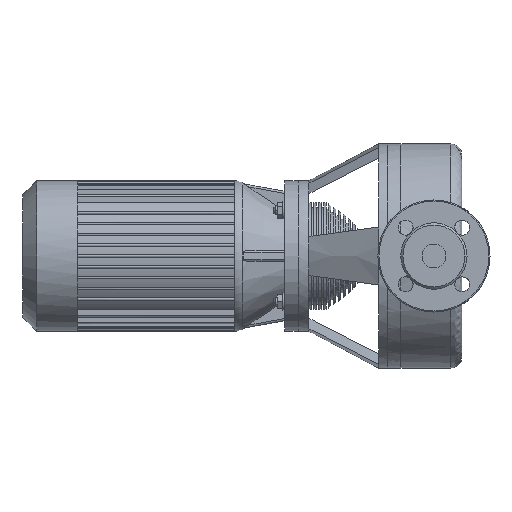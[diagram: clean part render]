
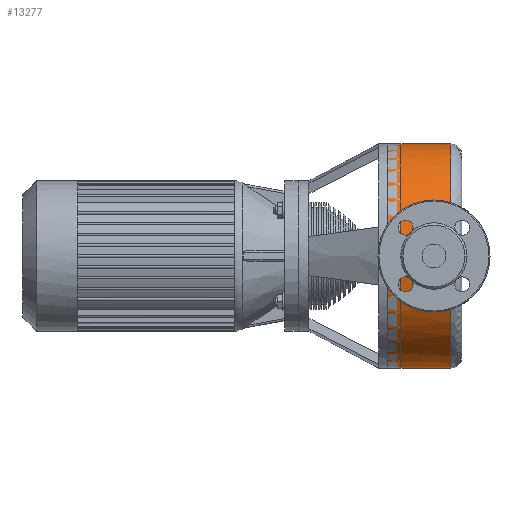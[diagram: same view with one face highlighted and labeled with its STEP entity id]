
A CAD part, left-side view. The second image highlights one B-rep face of the part: STEP entity #13277.
In plain terms, the highlighted free-form (B-spline) face has degree [1, 2] with [2, 9] control points.
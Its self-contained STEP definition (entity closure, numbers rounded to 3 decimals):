
#13128=CARTESIAN_POINT('',(145.0,43.2,105.0));
#13129=CARTESIAN_POINT('',(145.0,-15.75,105.0));
#13130=CARTESIAN_POINT('',(250.,43.2,105.));
#13131=CARTESIAN_POINT('',(250.,-15.75,105.));
#13132=CARTESIAN_POINT('',(250.0,43.2,0.));
#13133=CARTESIAN_POINT('',(250.0,-15.75,0.));
#13134=CARTESIAN_POINT('',(250.,43.2,-105.));
#13135=CARTESIAN_POINT('',(250.,-15.75,-105.));
#13136=CARTESIAN_POINT('',(145.0,43.2,-105.0));
#13137=CARTESIAN_POINT('',(145.0,-15.75,-105.0));
#13138=CARTESIAN_POINT('',(40.,43.2,-105.));
#13139=CARTESIAN_POINT('',(40.,-15.75,-105.));
#13140=CARTESIAN_POINT('',(40.0,43.2,0.));
#13141=CARTESIAN_POINT('',(40.0,-15.75,0.));
#13142=CARTESIAN_POINT('',(40.,43.2,105.));
#13143=CARTESIAN_POINT('',(40.,-15.75,105.));
#13144=CARTESIAN_POINT('',(145.0,43.2,105.0));
#13145=CARTESIAN_POINT('',(145.0,-15.75,105.0));
#13153=(BOUNDED_SURFACE()B_SPLINE_SURFACE(1,2,((#13128,#13130,#13132,#13134,#13136,#13138,#13140,#13142,#13144),(#13129,#13131,#13133,#13135,#13137,#13139,#13141,#13143,#13145)),.UNSPECIFIED.,.F.,.T.,.U.)B_SPLINE_SURFACE_WITH_KNOTS((2,2),(3,2,2,2,3),(-0.411,0.15),(0.0,164.934,329.867,494.801,659.734),.UNSPECIFIED.)GEOMETRIC_REPRESENTATION_ITEM()RATIONAL_B_SPLINE_SURFACE(((1.0,0.707,1.0,0.707,1.0,0.707,1.0,0.707,1.0),(1.0,0.707,1.0,0.707,1.0,0.707,1.0,0.707,1.0)))REPRESENTATION_ITEM('')SURFACE());
#13154=CARTESIAN_POINT('',(145.,-15.75,-105.0));
#13155=VERTEX_POINT('',#13154);
#13156=CARTESIAN_POINT('',(145.,43.2,-105.0));
#13157=VERTEX_POINT('',#13156);
#13158=CARTESIAN_POINT('',(145.,-15.75,-105.0));
#13159=DIRECTION('',(0.0,1.0,0.0));
#13160=VECTOR('',#13159,58.95);
#13161=LINE('',#13158,#13160);
#13162=EDGE_CURVE('',#13155,#13157,#13161,.T.);
#13163=ORIENTED_EDGE('',*,*,#13162,.F.);
#13164=CARTESIAN_POINT('',(41.381,-15.75,-16.976));
#13165=VERTEX_POINT('',#13164);
#13166=CARTESIAN_POINT('',(145.0,-15.75,0.));
#13167=DIRECTION('',(0.0,1.0,0.0));
#13168=DIRECTION('',(0.0,0.0,-1.0));
#13169=AXIS2_PLACEMENT_3D('',#13166,#13167,#13168);
#13170=CIRCLE('',#13169,105.0);
#13171=EDGE_CURVE('',#13155,#13165,#13170,.T.);
#13172=ORIENTED_EDGE('',*,*,#13171,.T.);
#13173=CARTESIAN_POINT('',(41.381,-15.75,16.976));
#13174=VERTEX_POINT('',#13173);
#13175=CARTESIAN_POINT('',(41.381,-15.75,16.976));
#13176=CARTESIAN_POINT('',(41.352,-14.88,16.795));
#13177=CARTESIAN_POINT('',(41.313,-13.813,16.554));
#13178=CARTESIAN_POINT('',(41.273,-12.763,16.302));
#13179=CARTESIAN_POINT('',(41.25,-12.133,16.151));
#13180=CARTESIAN_POINT('',(41.226,-11.51,15.997));
#13181=CARTESIAN_POINT('',(41.204,-10.937,15.852));
#13182=CARTESIAN_POINT('',(41.201,-10.873,15.836));
#13183=CARTESIAN_POINT('',(41.199,-10.81,15.82));
#13184=CARTESIAN_POINT('',(41.196,-10.747,15.804));
#13185=CARTESIAN_POINT('',(41.186,-10.477,15.735));
#13186=CARTESIAN_POINT('',(41.175,-10.22,15.666));
#13187=CARTESIAN_POINT('',(41.165,-9.982,15.599));
#13188=CARTESIAN_POINT('',(41.159,-9.828,15.556));
#13189=CARTESIAN_POINT('',(41.152,-9.678,15.513));
#13190=CARTESIAN_POINT('',(41.146,-9.523,15.468));
#13191=CARTESIAN_POINT('',(41.065,-7.696,14.929));
#13192=CARTESIAN_POINT('',(40.953,-5.622,14.157));
#13193=CARTESIAN_POINT('',(40.812,-3.589,13.029));
#13194=CARTESIAN_POINT('',(40.773,-3.031,12.72));
#13195=CARTESIAN_POINT('',(40.732,-2.476,12.384));
#13196=CARTESIAN_POINT('',(40.69,-1.931,12.018));
#13197=CARTESIAN_POINT('',(40.665,-1.601,11.797));
#13198=CARTESIAN_POINT('',(40.639,-1.281,11.569));
#13199=CARTESIAN_POINT('',(40.614,-0.974,11.338));
#13200=CARTESIAN_POINT('',(40.49,0.54,10.195));
#13201=CARTESIAN_POINT('',(40.373,1.763,8.94));
#13202=CARTESIAN_POINT('',(40.277,2.712,7.625));
#13203=CARTESIAN_POINT('',(40.243,3.048,7.161));
#13204=CARTESIAN_POINT('',(40.212,3.349,6.689));
#13205=CARTESIAN_POINT('',(40.183,3.623,6.2));
#13206=CARTESIAN_POINT('',(40.133,4.099,5.35));
#13207=CARTESIAN_POINT('',(40.09,4.484,4.456));
#13208=CARTESIAN_POINT('',(40.059,4.764,3.525));
#13209=CARTESIAN_POINT('',(40.032,5.008,2.712));
#13210=CARTESIAN_POINT('',(40.013,5.171,1.868));
#13211=CARTESIAN_POINT('',(40.005,5.243,1.024));
#13212=CARTESIAN_POINT('',(39.995,5.332,-0.021));
#13213=CARTESIAN_POINT('',(40.,5.285,-1.071));
#13214=CARTESIAN_POINT('',(40.021,5.101,-2.11));
#13215=CARTESIAN_POINT('',(40.034,4.989,-2.74));
#13216=CARTESIAN_POINT('',(40.052,4.828,-3.362));
#13217=CARTESIAN_POINT('',(40.075,4.623,-3.965));
#13218=CARTESIAN_POINT('',(40.113,4.279,-4.976));
#13219=CARTESIAN_POINT('',(40.164,3.809,-5.942));
#13220=CARTESIAN_POINT('',(40.224,3.235,-6.853));
#13221=CARTESIAN_POINT('',(40.273,2.764,-7.599));
#13222=CARTESIAN_POINT('',(40.326,2.227,-8.299));
#13223=CARTESIAN_POINT('',(40.382,1.639,-8.954));
#13224=CARTESIAN_POINT('',(40.501,0.393,-10.34));
#13225=CARTESIAN_POINT('',(40.629,-1.087,-11.521));
#13226=CARTESIAN_POINT('',(40.747,-2.687,-12.503));
#13227=CARTESIAN_POINT('',(40.798,-3.38,-12.928));
#13228=CARTESIAN_POINT('',(40.847,-4.096,-13.317));
#13229=CARTESIAN_POINT('',(40.894,-4.829,-13.673));
#13230=CARTESIAN_POINT('',(40.922,-5.271,-13.887));
#13231=CARTESIAN_POINT('',(40.949,-5.719,-14.089));
#13232=CARTESIAN_POINT('',(40.975,-6.171,-14.279));
#13233=CARTESIAN_POINT('',(40.995,-6.517,-14.425));
#13234=CARTESIAN_POINT('',(41.015,-6.861,-14.561));
#13235=CARTESIAN_POINT('',(41.032,-7.193,-14.687));
#13236=CARTESIAN_POINT('',(41.107,-8.587,-15.214));
#13237=CARTESIAN_POINT('',(41.16,-9.817,-15.567));
#13238=CARTESIAN_POINT('',(41.196,-10.747,-15.804));
#13239=CARTESIAN_POINT('',(41.203,-10.926,-15.85));
#13240=CARTESIAN_POINT('',(41.21,-11.094,-15.892));
#13241=CARTESIAN_POINT('',(41.216,-11.25,-15.931));
#13242=CARTESIAN_POINT('',(41.22,-11.37,-15.961));
#13243=CARTESIAN_POINT('',(41.225,-11.484,-15.99));
#13244=CARTESIAN_POINT('',(41.229,-11.604,-16.019));
#13245=CARTESIAN_POINT('',(41.278,-12.868,-16.333));
#13246=CARTESIAN_POINT('',(41.335,-14.39,-16.693));
#13247=CARTESIAN_POINT('',(41.381,-15.75,-16.976));
#13248=B_SPLINE_CURVE_WITH_KNOTS('',3,(#13175,#13176,#13177,#13178,#13179,#13180,#13181,#13182,#13183,#13184,#13185,#13186,#13187,#13188,#13189,#13190,#13191,#13192,#13193,#13194,#13195,#13196,#13197,#13198,#13199,#13200,#13201,#13202,#13203,#13204,#13205,#13206,#13207,#13208,#13209,#13210,#13211,#13212,#13213,#13214,#13215,#13216,#13217,#13218,#13219,#13220,#13221,#13222,#13223,#13224,#13225,#13226,#13227,#13228,#13229,#13230,#13231,#13232,#13233,#13234,#13235,#13236,#13237,#13238,#13239,#13240,#13241,#13242,#13243,#13244,#13245,#13246,#13247),.UNSPECIFIED.,.F.,.U.,(4,3,3,3,3,3,3,3,3,3,3,3,3,3,3,3,3,3,3,3,3,3,3,3,4),(0.008,0.271,0.429,0.446,0.522,0.572,1.152,1.311,1.408,1.884,2.052,2.344,2.599,2.915,3.106,3.428,3.691,4.249,4.49,4.636,4.747,5.215,5.305,5.375,6.109),.UNSPECIFIED.);
#13249=EDGE_CURVE('',#13174,#13165,#13248,.T.);
#13250=ORIENTED_EDGE('',*,*,#13249,.F.);
#13251=CARTESIAN_POINT('',(145.0,-15.75,105.0));
#13252=VERTEX_POINT('',#13251);
#13253=CARTESIAN_POINT('',(145.0,-15.75,0.));
#13254=DIRECTION('',(0.0,1.0,0.0));
#13255=DIRECTION('',(0.0,0.0,-1.0));
#13256=AXIS2_PLACEMENT_3D('',#13253,#13254,#13255);
#13257=CIRCLE('',#13256,105.0);
#13258=EDGE_CURVE('',#13174,#13252,#13257,.T.);
#13259=ORIENTED_EDGE('',*,*,#13258,.T.);
#13260=CARTESIAN_POINT('',(145.0,43.2,105.0));
#13261=VERTEX_POINT('',#13260);
#13262=CARTESIAN_POINT('',(145.0,-15.75,105.0));
#13263=DIRECTION('',(0.0,1.0,0.0));
#13264=VECTOR('',#13263,58.95);
#13265=LINE('',#13262,#13264);
#13266=EDGE_CURVE('',#13252,#13261,#13265,.T.);
#13267=ORIENTED_EDGE('',*,*,#13266,.T.);
#13268=CARTESIAN_POINT('',(145.0,43.2,0.));
#13269=DIRECTION('',(0.0,1.0,0.0));
#13270=DIRECTION('',(0.0,0.0,1.0));
#13271=AXIS2_PLACEMENT_3D('',#13268,#13269,#13270);
#13272=CIRCLE('',#13271,105.0);
#13273=EDGE_CURVE('',#13157,#13261,#13272,.T.);
#13274=ORIENTED_EDGE('',*,*,#13273,.F.);
#13275=EDGE_LOOP('',(#13163,#13172,#13250,#13259,#13267,#13274));
#13276=FACE_OUTER_BOUND('',#13275,.T.);
#13277=ADVANCED_FACE('',(#13276),#13153,.T.);
